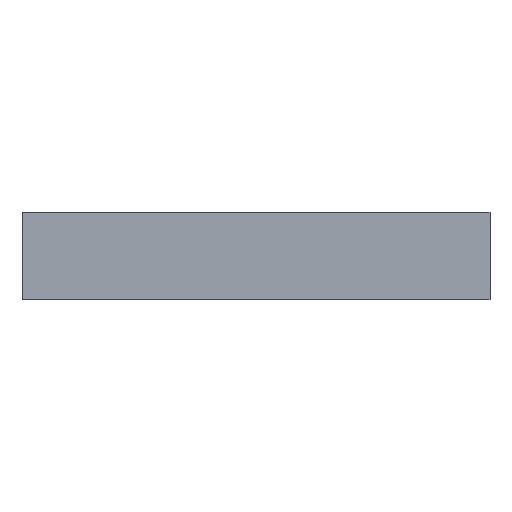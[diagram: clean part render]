
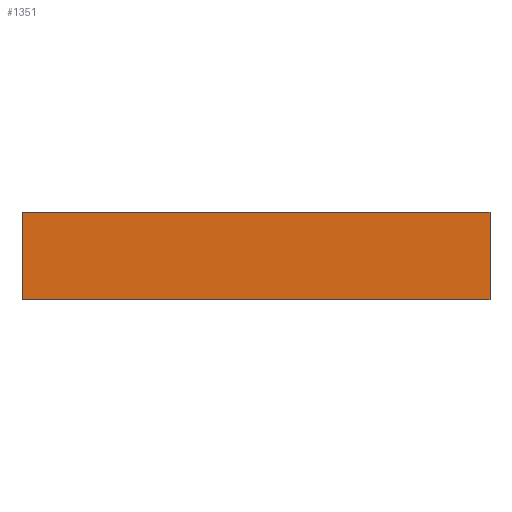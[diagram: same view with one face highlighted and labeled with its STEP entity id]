
A CAD part, front view. The second image highlights one B-rep face of the part: STEP entity #1351.
In plain terms, the highlighted planar face has unit normal (0, -1, 0).
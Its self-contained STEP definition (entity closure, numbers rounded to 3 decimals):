
#40 = DIRECTION ( 'NONE',  ( 0., 0., -1. ) ) ;
#441 = VECTOR ( 'NONE', #4903, 1000. ) ;
#654 = CARTESIAN_POINT ( 'NONE',  ( 16., -78., 6. ) ) ;
#695 = CARTESIAN_POINT ( 'NONE',  ( -16., -78., 6. ) ) ;
#1351 = ADVANCED_FACE ( 'NONE', ( #7640 ), #5719, .F. ) ;
#1471 = ORIENTED_EDGE ( 'NONE', *, *, #8133, .T. ) ;
#1498 = CARTESIAN_POINT ( 'NONE',  ( -16., -78., 6. ) ) ;
#1729 = VERTEX_POINT ( 'NONE', #1498 ) ;
#1785 = DIRECTION ( 'NONE',  ( 1., 0., 0. ) ) ;
#1896 = EDGE_LOOP ( 'NONE', ( #9099, #6777, #7647, #1471 ) ) ;
#1956 = CARTESIAN_POINT ( 'NONE',  ( -16., -78., 0. ) ) ;
#2268 = DIRECTION ( 'NONE',  ( 0., 1., 0. ) ) ;
#2390 = CARTESIAN_POINT ( 'NONE',  ( -16., -78., 6. ) ) ;
#3251 = DIRECTION ( 'NONE',  ( 0., 0., 1. ) ) ;
#3273 = LINE ( 'NONE', #654, #441 ) ;
#3298 = EDGE_CURVE ( 'NONE', #7388, #7904, #3379, .T. ) ;
#3379 = LINE ( 'NONE', #1956, #8086 ) ;
#3523 = VECTOR ( 'NONE', #40, 1000. ) ;
#3557 = VERTEX_POINT ( 'NONE', #6372 ) ;
#4903 = DIRECTION ( 'NONE',  ( 0., 0., -1. ) ) ;
#5719 = PLANE ( 'NONE',  #10538 ) ;
#6372 = CARTESIAN_POINT ( 'NONE',  ( 16., -78., 6. ) ) ;
#6620 = VECTOR ( 'NONE', #8406, 1000. ) ;
#6777 = ORIENTED_EDGE ( 'NONE', *, *, #9116, .F. ) ;
#7388 = VERTEX_POINT ( 'NONE', #10406 ) ;
#7487 = CARTESIAN_POINT ( 'NONE',  ( 16., -78., 0. ) ) ;
#7640 = FACE_OUTER_BOUND ( 'NONE', #1896, .T. ) ;
#7647 = ORIENTED_EDGE ( 'NONE', *, *, #8772, .F. ) ;
#7901 = CARTESIAN_POINT ( 'NONE',  ( -16., -78., 6. ) ) ;
#7904 = VERTEX_POINT ( 'NONE', #7487 ) ;
#8086 = VECTOR ( 'NONE', #1785, 1000. ) ;
#8133 = EDGE_CURVE ( 'NONE', #1729, #7388, #8514, .T. ) ;
#8406 = DIRECTION ( 'NONE',  ( 1., 0., 0. ) ) ;
#8514 = LINE ( 'NONE', #7901, #3523 ) ;
#8772 = EDGE_CURVE ( 'NONE', #1729, #3557, #9036, .T. ) ;
#9036 = LINE ( 'NONE', #2390, #6620 ) ;
#9099 = ORIENTED_EDGE ( 'NONE', *, *, #3298, .T. ) ;
#9116 = EDGE_CURVE ( 'NONE', #3557, #7904, #3273, .T. ) ;
#10406 = CARTESIAN_POINT ( 'NONE',  ( -16., -78., 0. ) ) ;
#10538 = AXIS2_PLACEMENT_3D ( 'NONE', #695, #2268, #3251 ) ;
